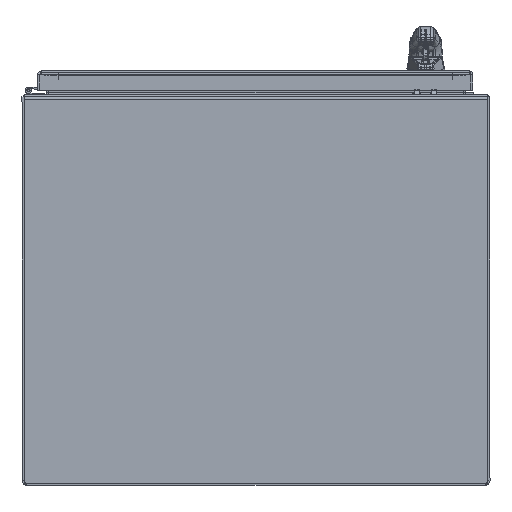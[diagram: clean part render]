
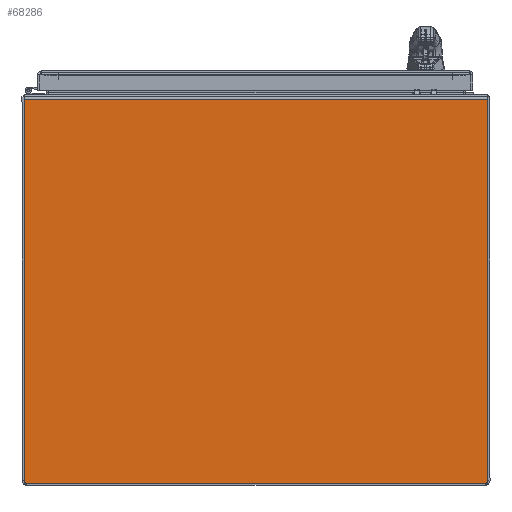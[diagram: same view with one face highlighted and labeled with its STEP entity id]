
A CAD part, front view. The second image highlights one B-rep face of the part: STEP entity #68286.
In plain terms, the highlighted face is planar.
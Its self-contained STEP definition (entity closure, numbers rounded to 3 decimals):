
#9300=PLANE('',#72157);
#10505=FACE_OUTER_BOUND('',#13485,.T.);
#13485=EDGE_LOOP('',(#51150,#51151,#51152,#51153));
#20287=LINE('',#96948,#25534);
#20293=LINE('',#96966,#25540);
#20296=LINE('',#96972,#25543);
#20297=LINE('',#96973,#25544);
#25534=VECTOR('',#78968,0.394);
#25540=VECTOR('',#78992,0.394);
#25543=VECTOR('',#78997,0.394);
#25544=VECTOR('',#78998,0.394);
#30705=VERTEX_POINT('',#96945);
#30706=VERTEX_POINT('',#96947);
#30709=VERTEX_POINT('',#96965);
#30711=VERTEX_POINT('',#96971);
#40087=EDGE_CURVE('',#30706,#30705,#20287,.T.);
#40096=EDGE_CURVE('',#30706,#30709,#20293,.T.);
#40099=EDGE_CURVE('',#30711,#30705,#20296,.T.);
#40100=EDGE_CURVE('',#30709,#30711,#20297,.T.);
#51150=ORIENTED_EDGE('',*,*,#40087,.T.);
#51151=ORIENTED_EDGE('',*,*,#40099,.F.);
#51152=ORIENTED_EDGE('',*,*,#40100,.F.);
#51153=ORIENTED_EDGE('',*,*,#40096,.F.);
#68286=ADVANCED_FACE('',(#10505),#9300,.T.);
#72157=AXIS2_PLACEMENT_3D('',#96970,#78995,#78996);
#78968=DIRECTION('',(1.,0.,0.));
#78992=DIRECTION('',(0.,1.,0.));
#78995=DIRECTION('center_axis',(0.,0.,1.));
#78996=DIRECTION('ref_axis',(1.,0.,0.));
#78997=DIRECTION('',(0.,-1.,0.));
#78998=DIRECTION('',(1.,0.,0.));
#96945=CARTESIAN_POINT('',(11.959,-9.766,0.104));
#96947=CARTESIAN_POINT('',(-11.959,-9.766,0.104));
#96948=CARTESIAN_POINT('',(-5.979,-9.766,0.104));
#96965=CARTESIAN_POINT('',(-11.959,10.011,0.104));
#96966=CARTESIAN_POINT('',(-11.959,-10.011,0.104));
#96970=CARTESIAN_POINT('Origin',(0.,0.,
0.104));
#96971=CARTESIAN_POINT('',(11.959,10.011,0.104));
#96972=CARTESIAN_POINT('',(11.959,10.011,0.104));
#96973=CARTESIAN_POINT('',(-11.959,10.011,0.104));
